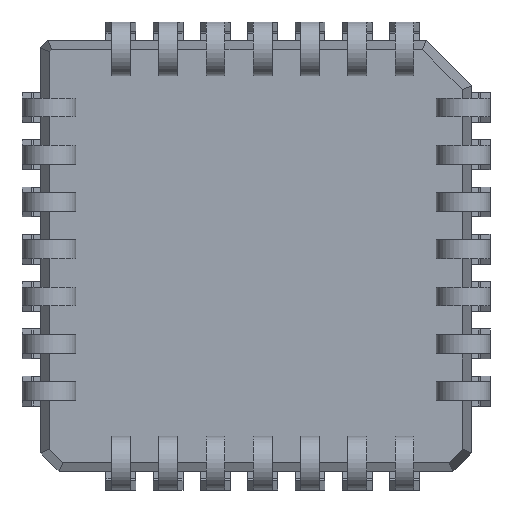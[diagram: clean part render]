
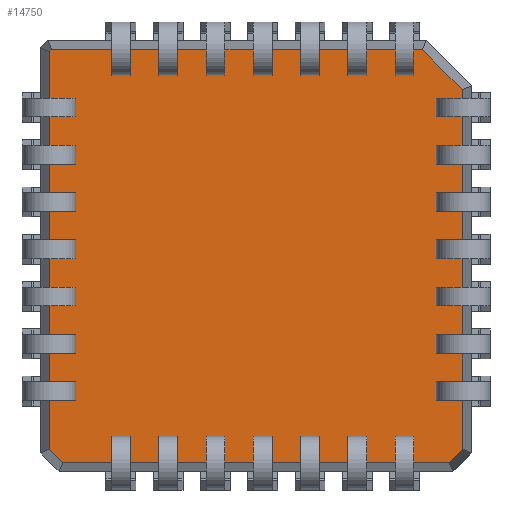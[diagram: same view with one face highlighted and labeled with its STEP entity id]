
A CAD part, front view. The second image highlights one B-rep face of the part: STEP entity #14750.
In plain terms, the highlighted planar face has unit normal (0, -1, 0).
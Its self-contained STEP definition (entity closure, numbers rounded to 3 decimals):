
#16=DIRECTION('',(-0.707,0.,-0.707));
#17=VECTOR('',#16,0.076);
#18=CARTESIAN_POINT('',(-5.486,-2.03,5.54));
#19=LINE('',#18,#17);
#24=DIRECTION('',(-1.,0.,0.));
#25=VECTOR('',#24,9.953);
#26=CARTESIAN_POINT('',(4.466,-2.03,5.54));
#27=LINE('',#26,#25);
#31=DIRECTION('',(-0.707,0.,0.707));
#32=VECTOR('',#31,1.518);
#33=CARTESIAN_POINT('',(5.54,-2.03,4.466));
#34=LINE('',#33,#32);
#38=DIRECTION('',(0.,0.,1.));
#39=VECTOR('',#38,9.653);
#40=CARTESIAN_POINT('',(5.54,-2.03,-5.186));
#41=LINE('',#40,#39);
#45=DIRECTION('',(0.707,0.,0.707));
#46=VECTOR('',#45,0.5);
#47=CARTESIAN_POINT('',(5.186,-2.03,-5.54));
#48=LINE('',#47,#46);
#52=DIRECTION('',(1.,0.,0.));
#53=VECTOR('',#52,10.373);
#54=CARTESIAN_POINT('',(-5.186,-2.03,-5.54));
#55=LINE('',#54,#53);
#59=DIRECTION('',(0.707,0.,-0.707));
#60=VECTOR('',#59,0.5);
#61=CARTESIAN_POINT('',(-5.54,-2.03,-5.186));
#62=LINE('',#61,#60);
#66=DIRECTION('',(0.,0.,-1.));
#67=VECTOR('',#66,10.673);
#68=CARTESIAN_POINT('',(-5.54,-2.03,5.486));
#69=LINE('',#68,#67);
#12513=CARTESIAN_POINT('',(-5.486,-2.03,5.54));
#12514=CARTESIAN_POINT('',(-5.54,-2.03,5.486));
#12515=VERTEX_POINT('',#12513);
#12516=VERTEX_POINT('',#12514);
#12519=CARTESIAN_POINT('',(-5.54,-2.03,-5.186));
#12520=VERTEX_POINT('',#12519);
#12521=CARTESIAN_POINT('',(-5.186,-2.03,-5.54));
#12522=VERTEX_POINT('',#12521);
#12523=CARTESIAN_POINT('',(5.186,-2.03,-5.54));
#12524=VERTEX_POINT('',#12523);
#12525=CARTESIAN_POINT('',(5.54,-2.03,-5.186));
#12526=VERTEX_POINT('',#12525);
#12527=CARTESIAN_POINT('',(5.54,-2.03,4.466));
#12528=VERTEX_POINT('',#12527);
#12529=CARTESIAN_POINT('',(4.466,-2.03,5.54));
#12530=VERTEX_POINT('',#12529);
#14727=CARTESIAN_POINT('',(0.,-2.03,0.));
#14728=DIRECTION('',(0.,1.,0.));
#14729=DIRECTION('',(1.,0.,0.));
#14730=AXIS2_PLACEMENT_3D('',#14727,#14728,#14729);
#14731=PLANE('',#14730);
#14733=ORIENTED_EDGE('',*,*,#14732,.F.);
#14735=ORIENTED_EDGE('',*,*,#14734,.F.);
#14737=ORIENTED_EDGE('',*,*,#14736,.F.);
#14739=ORIENTED_EDGE('',*,*,#14738,.F.);
#14741=ORIENTED_EDGE('',*,*,#14740,.F.);
#14743=ORIENTED_EDGE('',*,*,#14742,.F.);
#14745=ORIENTED_EDGE('',*,*,#14744,.F.);
#14747=ORIENTED_EDGE('',*,*,#14746,.F.);
#14748=EDGE_LOOP('',(#14733,#14735,#14737,#14739,#14741,#14743,#14745,#14747));
#14749=FACE_OUTER_BOUND('',#14748,.F.);
#14750=ADVANCED_FACE('',(#14749),#14731,.F.);
#14732=EDGE_CURVE('',#12515,#12516,#19,.T.);
#14734=EDGE_CURVE('',#12530,#12515,#27,.T.);
#14736=EDGE_CURVE('',#12528,#12530,#34,.T.);
#14738=EDGE_CURVE('',#12526,#12528,#41,.T.);
#14740=EDGE_CURVE('',#12524,#12526,#48,.T.);
#14742=EDGE_CURVE('',#12522,#12524,#55,.T.);
#14744=EDGE_CURVE('',#12520,#12522,#62,.T.);
#14746=EDGE_CURVE('',#12516,#12520,#69,.T.);
